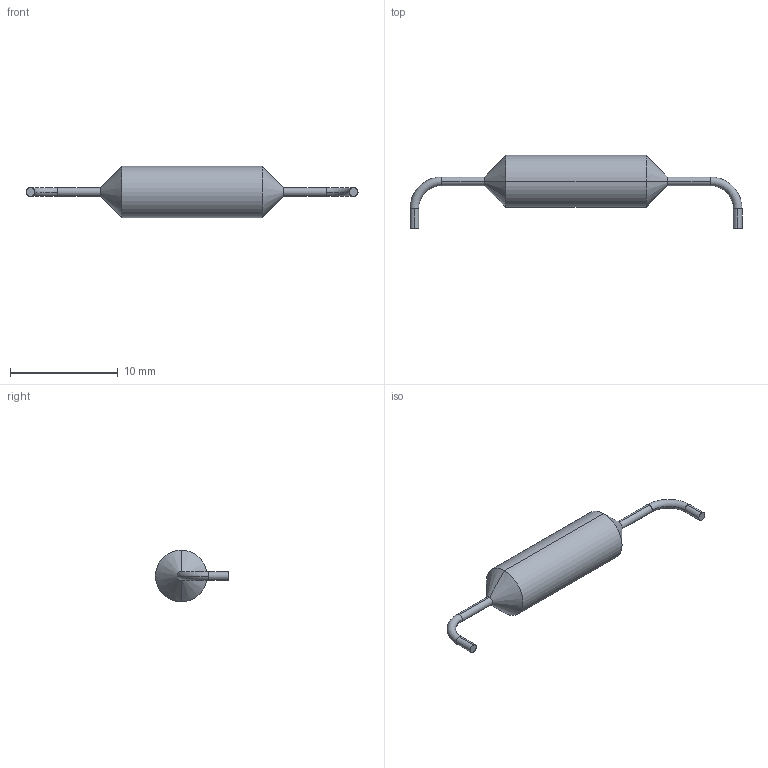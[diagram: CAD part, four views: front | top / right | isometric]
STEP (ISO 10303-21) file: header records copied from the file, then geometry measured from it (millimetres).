
FILE_DESCRIPTION (( 'STEP AP214' ), '1' );
FILE_NAME ('Vishay AC03 Resistor.STEP', '2015-05-07T06:13:52', ( '' ), ( '' ), 'SwSTEP 2.0', 'SolidWorks 2014', '' );
FILE_SCHEMA (( 'AUTOMOTIVE_DESIGN' ));
Length unit declared in the file: inch
Products named in the file (1): Vishay AC03 Resistor
Bounding box: 30.8 x 6.78 x 4.8 mm (x, y, z)
Volume: 273.9 mm3; surface area: 332.2 mm2
Topology: 2 solids, 2 shells, 22 faces, 48 edges, 30 vertices
Faces by surface type: cylinder 10, torus 4, cone 4, plane 4
Entity records: 773 total; most frequent: DIRECTION 128, CARTESIAN_POINT 101, ORIENTED_EDGE 96, AXIS2_PLACEMENT_3D 57, EDGE_CURVE 48, CIRCLE 34, VERTEX_POINT 30, ADVANCED_FACE 22
